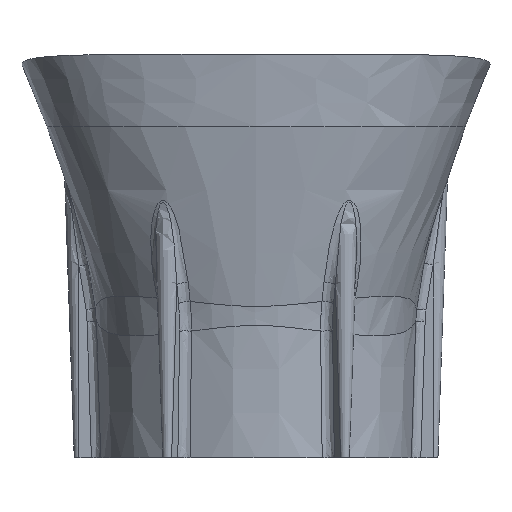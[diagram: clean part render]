
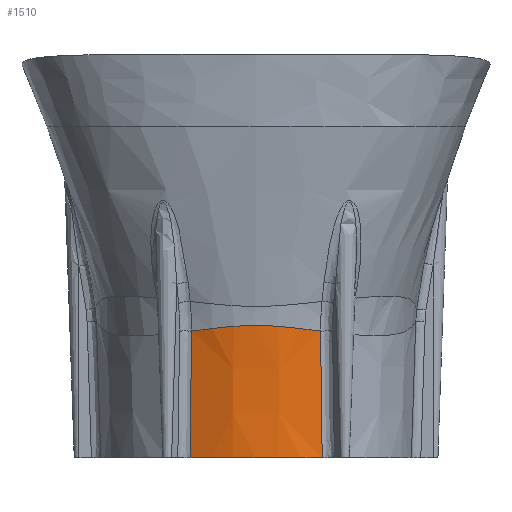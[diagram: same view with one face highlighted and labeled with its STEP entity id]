
A CAD part, front view. The second image highlights one B-rep face of the part: STEP entity #1510.
In plain terms, the highlighted conical face has half-angle 2 degrees and reference radius 33 mm.
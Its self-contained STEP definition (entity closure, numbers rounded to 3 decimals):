
#29=CONICAL_SURFACE('',#1614,33.,0.035);
#189=FACE_OUTER_BOUND('',#280,.T.);
#280=EDGE_LOOP('',(#1248,#1249,#1250,#1251));
#349=CIRCLE('',#1615,33.);
#411=B_SPLINE_CURVE_WITH_KNOTS('',3,(#3045,#3046,#3047,#3048),
 .UNSPECIFIED.,.F.,.F.,(4,4),(-2.881,-0.2),
 .UNSPECIFIED.);
#461=B_SPLINE_CURVE_WITH_KNOTS('',3,(#4614,#4615,#4616,#4617),
 .UNSPECIFIED.,.F.,.F.,(4,4),(-2.68,0.),
 .UNSPECIFIED.);
#482=B_SPLINE_CURVE_WITH_KNOTS('',3,(#5329,#5330,#5331,#5332,#5333,#5334,
#5335,#5336),.UNSPECIFIED.,.F.,.F.,(4,1,2,1,4),(-13.006,-11.959,
-10.389,-8.789,-7.722),.UNSPECIFIED.);
#561=VERTEX_POINT('',#2987);
#564=VERTEX_POINT('',#3043);
#612=VERTEX_POINT('',#4530);
#614=VERTEX_POINT('',#4561);
#729=EDGE_CURVE('',#564,#561,#411,.T.);
#815=EDGE_CURVE('',#614,#612,#461,.T.);
#865=EDGE_CURVE('',#612,#564,#482,.T.);
#867=EDGE_CURVE('',#614,#561,#349,.T.);
#1248=ORIENTED_EDGE('',*,*,#729,.F.);
#1249=ORIENTED_EDGE('',*,*,#865,.F.);
#1250=ORIENTED_EDGE('',*,*,#815,.F.);
#1251=ORIENTED_EDGE('',*,*,#867,.T.);
#1510=ADVANCED_FACE('',(#189),#29,.T.);
#1614=AXIS2_PLACEMENT_3D('',#5377,#1805,#1806);
#1615=AXIS2_PLACEMENT_3D('',#5378,#1807,#1808);
#1805=DIRECTION('center_axis',(0.,0.,1.));
#1806=DIRECTION('ref_axis',(1.,0.,0.));
#1807=DIRECTION('center_axis',(0.,0.,1.));
#1808=DIRECTION('ref_axis',(1.,0.,0.));
#2987=CARTESIAN_POINT('',(13.991,-29.888,0.));
#3043=CARTESIAN_POINT('',(13.648,-31.069,26.775));
#3045=CARTESIAN_POINT('Ctrl Pts',(13.648,-31.069,26.775));
#3046=CARTESIAN_POINT('Ctrl Pts',(13.764,-30.678,17.85));
#3047=CARTESIAN_POINT('Ctrl Pts',(13.879,-30.284,8.925));
#3048=CARTESIAN_POINT('Ctrl Pts',(13.991,-29.888,0.));
#4530=CARTESIAN_POINT('',(-13.648,-31.069,26.773));
#4561=CARTESIAN_POINT('',(-13.991,-29.888,0.));
#4614=CARTESIAN_POINT('Ctrl Pts',(-13.991,-29.888,0.));
#4615=CARTESIAN_POINT('Ctrl Pts',(-13.879,-30.284,8.924));
#4616=CARTESIAN_POINT('Ctrl Pts',(-13.764,-30.678,17.849));
#4617=CARTESIAN_POINT('Ctrl Pts',(-13.648,-31.069,26.773));
#5329=CARTESIAN_POINT('Ctrl Pts',(-13.648,-31.069,26.773));
#5330=CARTESIAN_POINT('Ctrl Pts',(-11.944,-31.826,26.986));
#5331=CARTESIAN_POINT('Ctrl Pts',(-7.556,-33.357,27.551));
#5332=CARTESIAN_POINT('Ctrl Pts',(-2.928,-33.966,28.003));
#5333=CARTESIAN_POINT('Ctrl Pts',(2.696,-33.989,28.015));
#5334=CARTESIAN_POINT('Ctrl Pts',(7.409,-33.402,27.563));
#5335=CARTESIAN_POINT('Ctrl Pts',(11.911,-31.841,26.989));
#5336=CARTESIAN_POINT('Ctrl Pts',(13.648,-31.069,26.775));
#5377=CARTESIAN_POINT('Origin',(0.,0.,0.));
#5378=CARTESIAN_POINT('Origin',(0.,0.,0.));
